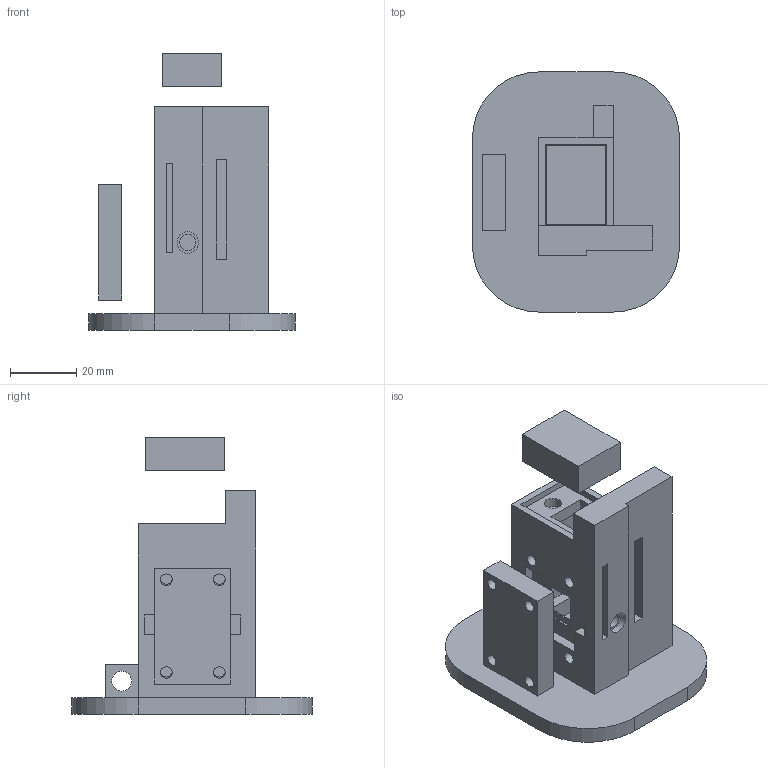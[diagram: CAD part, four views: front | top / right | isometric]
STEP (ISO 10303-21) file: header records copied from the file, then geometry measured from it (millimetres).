
FILE_DESCRIPTION(/* description */ (''),/* implementation_level */ '2;1');
FILE_NAME(/* name */ 'Open-JIPAlgae(DesktopVersion).step',/* time_stamp */ '2020-12-08T21:43:57+11:00',/* author */ (''),/* organization */ (''),/* preprocessor_version */ 'ST-DEVELOPER v18.1',/* originating_system */ 'Autodesk Translation Framework v9.3.0.1241',/* authorisation */ '');
FILE_SCHEMA (('AUTOMOTIVE_DESIGN { 1 0 10303 214 3 1 1 }'));
Length unit declared in the file: millimetre
Products named in the file (4): Open-JIPAlgae(DesktopVersion); Cuvette Housing; LED Cover; Lid
Assembly tree (3 placements, depth 2):
  Open-JIPAlgae(DesktopVersion)
    Cuvette Housing
    LED Cover
    Lid
Bounding box: 62.5 x 72.5 x 83.5 mm (x, y, z)
Volume: 62833.5 mm3; surface area: 28626.3 mm2
Topology: 3 solids, 3 shells, 106 faces, 275 edges, 183 vertices
Faces by surface type: plane 89, cylinder 17
Full cylindrical faces by diameter (mm): 3.5 x8, 4.9 x1, 5.2 x2, 6 x1, 6.5 x1
Entity records: 3377 total; most frequent: CARTESIAN_POINT 571, ORIENTED_EDGE 550, DIRECTION 535, EDGE_CURVE 275, LINE 241, VECTOR 241, VERTEX_POINT 183, AXIS2_PLACEMENT_3D 147
